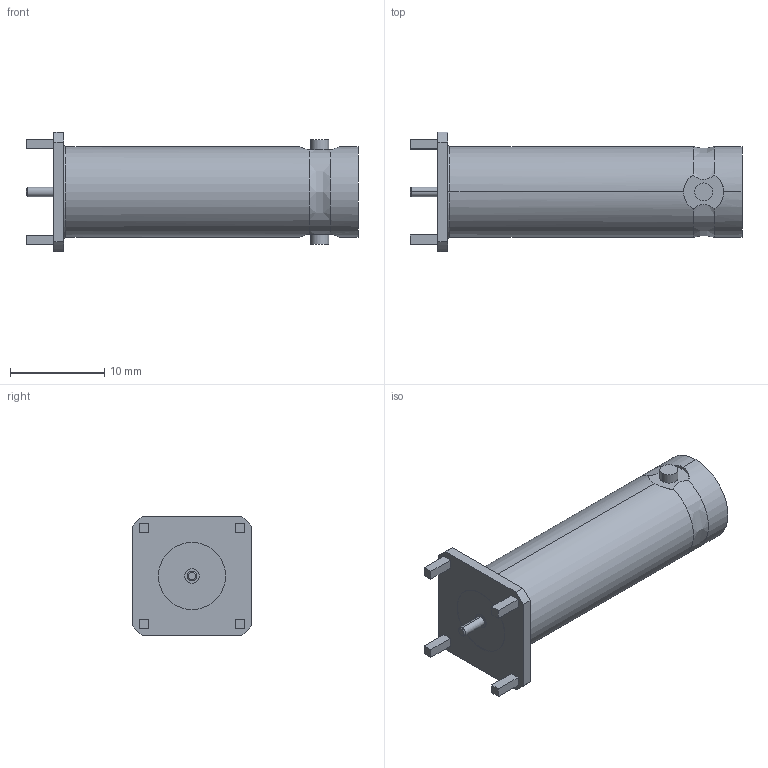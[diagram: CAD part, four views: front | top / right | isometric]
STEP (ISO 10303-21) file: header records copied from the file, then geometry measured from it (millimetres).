
FILE_DESCRIPTION (( 'STEP AP203' ), '1' );
FILE_NAME ('SC6215.step', '2019-07-01T22:27:30', ( '' ), ( '' ), 'SwSTEP 2.0', 'SolidWorks 2018', '' );
FILE_SCHEMA (( 'CONFIG_CONTROL_DESIGN' ));
Length unit declared in the file: inch
Products named in the file (1): SC6215
Bounding box: 35.23 x 12.7 x 12.7 mm (x, y, z)
Volume: 2019.1 mm3; surface area: 1751.7 mm2
Topology: 1 solids, 1 shells, 99 faces, 242 edges, 158 vertices
Faces by surface type: plane 53, cylinder 32, cone 8, torus 4, bspline 2
Entity records: 3127 total; most frequent: CARTESIAN_POINT 670, DIRECTION 508, ORIENTED_EDGE 484, EDGE_CURVE 242, AXIS2_PLACEMENT_3D 188, VERTEX_POINT 158, VECTOR 132, LINE 132
